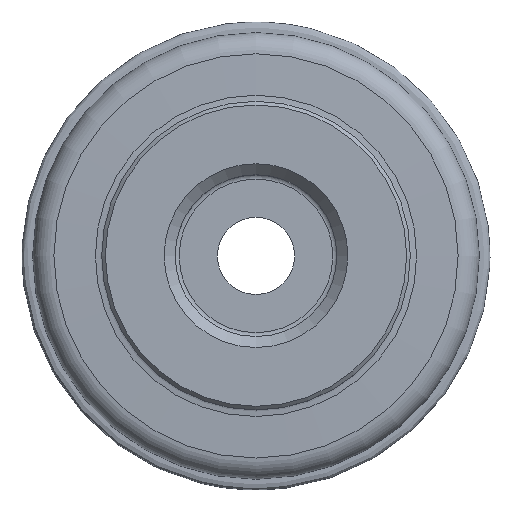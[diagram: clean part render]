
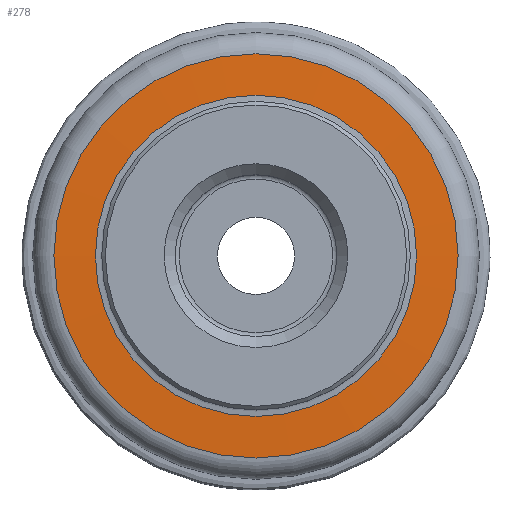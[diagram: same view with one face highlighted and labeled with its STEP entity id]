
A CAD part, top view. The second image highlights one B-rep face of the part: STEP entity #278.
In plain terms, the highlighted conical face has half-angle 88 degrees and reference radius 18 mm.
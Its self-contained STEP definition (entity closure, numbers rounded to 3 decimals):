
#93=CONICAL_SURFACE('',#500,18.,88.);
#118=EDGE_LOOP('',(#168));
#119=EDGE_LOOP('',(#169));
#168=ORIENTED_EDGE('',*,*,#216,.T.);
#169=ORIENTED_EDGE('',*,*,#217,.T.);
#216=EDGE_CURVE('',#360,#360,#241,.T.);
#217=EDGE_CURVE('',#361,#361,#242,.T.);
#241=CIRCLE('',#498,27.505);
#242=CIRCLE('',#499,21.86);
#278=ADVANCED_FACE('',(#310,#311),#93,.T.);
#310=FACE_BOUND('',#118,.T.);
#311=FACE_BOUND('',#119,.T.);
#360=VERTEX_POINT('',#8449);
#361=VERTEX_POINT('',#8451);
#498=AXIS2_PLACEMENT_3D('',#8448,#584,#585);
#499=AXIS2_PLACEMENT_3D('',#8450,#586,#587);
#500=AXIS2_PLACEMENT_3D('',#8452,#588,#589);
#584=DIRECTION('',(0.,0.,1.));
#585=DIRECTION('',(1.,0.,0.));
#586=DIRECTION('',(0.,0.,-1.));
#587=DIRECTION('',(-1.,0.,0.));
#588=DIRECTION('',(0.,0.,-1.));
#589=DIRECTION('',(-1.,0.,0.));
#8448=CARTESIAN_POINT('',(0.,0.,-20.199));
#8449=CARTESIAN_POINT('',(27.505,0.,-20.199));
#8450=CARTESIAN_POINT('',(0.,0.,-20.002));
#8451=CARTESIAN_POINT('',(-21.86,0.,-20.002));
#8452=CARTESIAN_POINT('',(0.,0.,-19.867));
